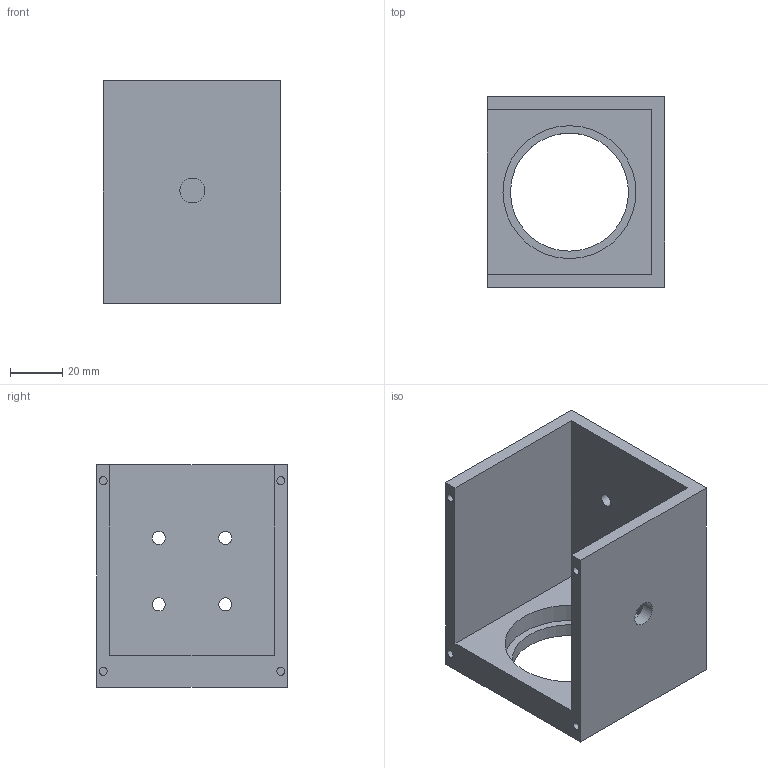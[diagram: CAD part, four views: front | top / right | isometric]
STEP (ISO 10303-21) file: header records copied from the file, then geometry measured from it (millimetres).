
FILE_DESCRIPTION(/* description */ (''),/* implementation_level */ '2;1');
FILE_NAME(/* name */ 'soporte 2.0.stp',/* time_stamp */ '2021-02-18T20:20:31-06:00',/* author */ ('Yu Jinyu'),/* organization */ (''),/* preprocessor_version */ 'ST-DEVELOPER v18.1',/* originating_system */ 'Autodesk Inventor 2020',/* authorisation */ '');
FILE_SCHEMA (('AUTOMOTIVE_DESIGN { 1 0 10303 214 3 1 1 }'));
Length unit declared in the file: millimetre
Products named in the file (1): soporte 2.0
Bounding box: 67.9 x 72.9 x 85 mm (x, y, z)
Volume: 109138.3 mm3; surface area: 42008.2 mm2
Topology: 1 solids, 1 shells, 26 faces, 78 edges, 59 vertices
Faces by surface type: plane 15, cylinder 7, bspline 4
Full cylindrical faces by diameter (mm): 3 x4, 9.55 x1, 45.09 x1, 50.8 x1
Entity records: 1050 total; most frequent: CARTESIAN_POINT 232, DIRECTION 167, ORIENTED_EDGE 156, EDGE_CURVE 78, AXIS2_PLACEMENT_3D 66, VERTEX_POINT 59, EDGE_LOOP 43, CIRCLE 43
